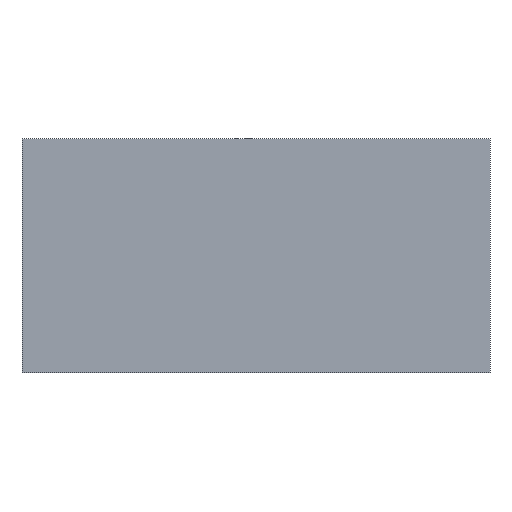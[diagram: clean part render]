
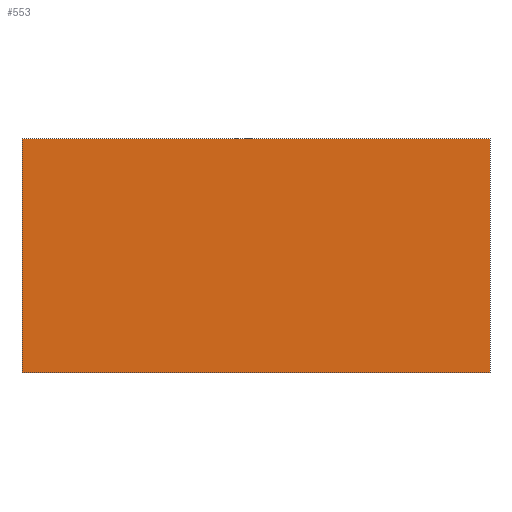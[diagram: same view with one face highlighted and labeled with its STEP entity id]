
A CAD part, front view. The second image highlights one B-rep face of the part: STEP entity #553.
In plain terms, the highlighted planar face has unit normal (0, -1, 0).
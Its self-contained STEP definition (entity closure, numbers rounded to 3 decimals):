
#49=FACE_OUTER_BOUND('',#83,.T.);
#83=EDGE_LOOP('',(#467,#468,#469,#470));
#151=LINE('',#867,#223);
#152=LINE('',#869,#224);
#153=LINE('',#871,#225);
#154=LINE('',#872,#226);
#223=VECTOR('',#717,10.);
#224=VECTOR('',#718,10.);
#225=VECTOR('',#719,10.);
#226=VECTOR('',#720,10.);
#275=VERTEX_POINT('',#865);
#276=VERTEX_POINT('',#866);
#277=VERTEX_POINT('',#868);
#278=VERTEX_POINT('',#870);
#343=EDGE_CURVE('',#275,#276,#151,.T.);
#344=EDGE_CURVE('',#276,#277,#152,.T.);
#345=EDGE_CURVE('',#278,#277,#153,.T.);
#346=EDGE_CURVE('',#275,#278,#154,.T.);
#467=ORIENTED_EDGE('',*,*,#343,.T.);
#468=ORIENTED_EDGE('',*,*,#344,.T.);
#469=ORIENTED_EDGE('',*,*,#345,.F.);
#470=ORIENTED_EDGE('',*,*,#346,.F.);
#523=PLANE('',#599);
#553=ADVANCED_FACE('',(#49),#523,.T.);
#599=AXIS2_PLACEMENT_3D('',#864,#715,#716);
#715=DIRECTION('center_axis',(0.,-1.,0.));
#716=DIRECTION('ref_axis',(1.,0.,0.));
#717=DIRECTION('',(1.,0.,0.));
#718=DIRECTION('',(0.,0.,1.));
#719=DIRECTION('',(1.,0.,0.));
#720=DIRECTION('',(0.,0.,1.));
#864=CARTESIAN_POINT('Origin',(-1.,-5.,0.));
#865=CARTESIAN_POINT('',(-1.,-5.,0.));
#866=CARTESIAN_POINT('',(1.,-5.,0.));
#867=CARTESIAN_POINT('',(-1.,-5.,0.));
#868=CARTESIAN_POINT('',(1.,-5.,1.));
#869=CARTESIAN_POINT('',(1.,-5.,0.));
#870=CARTESIAN_POINT('',(-1.,-5.,1.));
#871=CARTESIAN_POINT('',(-1.,-5.,1.));
#872=CARTESIAN_POINT('',(-1.,-5.,0.));
